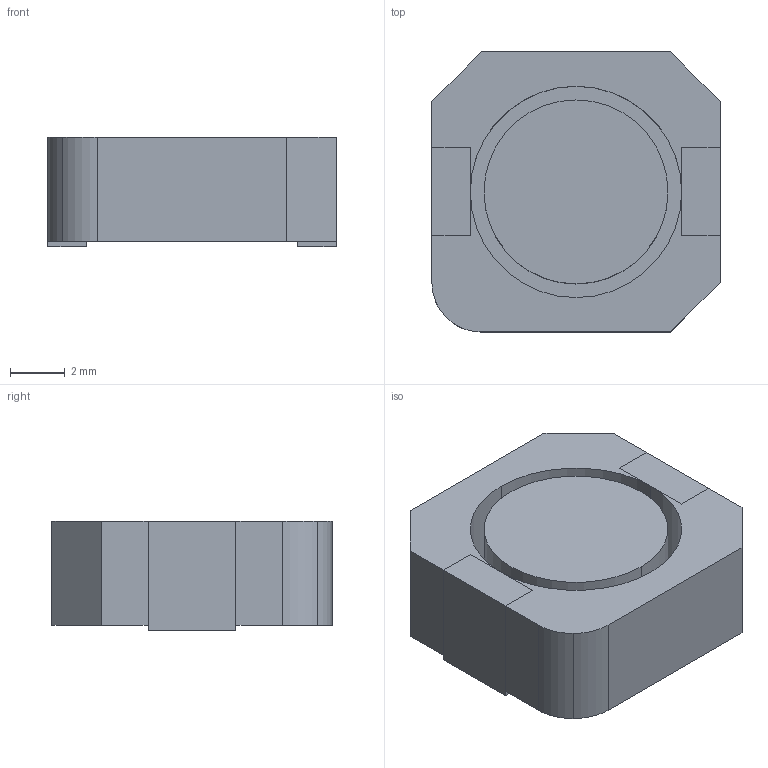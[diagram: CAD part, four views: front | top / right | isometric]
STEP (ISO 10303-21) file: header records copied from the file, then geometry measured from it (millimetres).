
FILE_DESCRIPTION((''),'2;1');
FILE_NAME('IND_COILCRAFT_MSS1038.stp','2009-12-09T13:24:46',(''),(''),'Mechanical Desktop 2006','Mechanical Desktop 2006',', , ');
FILE_SCHEMA(('AUTOMOTIVE_DESIGN { 1 2 10303 214 0 1 1 1 }'));
Length unit declared in the file: millimetre
Products named in the file (1): Product
Bounding box: 10.5 x 10.2 x 4 mm (x, y, z)
Volume: 348.1 mm3; surface area: 669.2 mm2
Topology: 4 solids, 4 shells, 41 faces, 95 edges, 62 vertices
Faces by surface type: plane 33, cylinder 8
Entity records: 1216 total; most frequent: CARTESIAN_POINT 201, DIRECTION 197, ORIENTED_EDGE 194, EDGE_CURVE 97, VECTOR 81, LINE 81, VERTEX_POINT 62, AXIS2_PLACEMENT_3D 58
